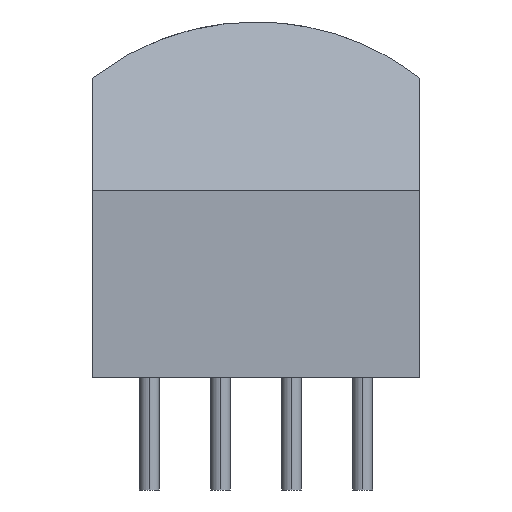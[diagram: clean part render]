
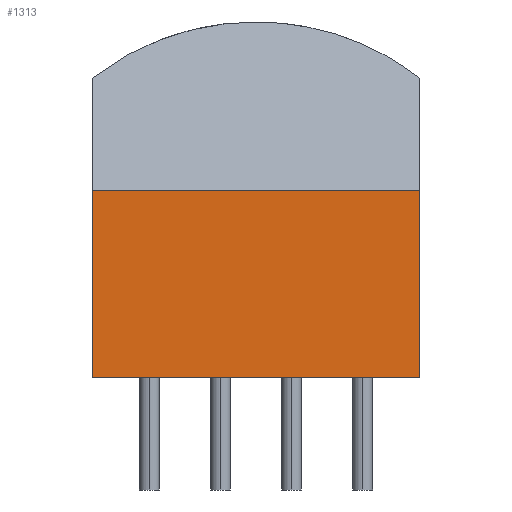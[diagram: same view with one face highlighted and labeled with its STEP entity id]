
A CAD part, left-side view. The second image highlights one B-rep face of the part: STEP entity #1313.
In plain terms, the highlighted planar face has unit normal (-1, 0, 0).
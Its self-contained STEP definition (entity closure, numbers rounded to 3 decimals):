
#1159=CARTESIAN_POINT('',(-5.32,5.85,6.7));
#1160=VERTEX_POINT('',#1159);
#1167=CARTESIAN_POINT('',(-5.32,-5.85,6.7));
#1168=VERTEX_POINT('',#1167);
#1169=CARTESIAN_POINT('',(-5.32,-5.85,6.7));
#1170=DIRECTION('',(0.0,1.0,0.0));
#1171=VECTOR('',#1170,11.7);
#1172=LINE('',#1169,#1171);
#1173=EDGE_CURVE('',#1168,#1160,#1172,.T.);
#1223=CARTESIAN_POINT('',(-5.32,-5.85,0.0));
#1224=VERTEX_POINT('',#1223);
#1225=CARTESIAN_POINT('',(-5.32,-5.85,0.0));
#1226=DIRECTION('',(0.0,0.0,1.0));
#1227=VECTOR('',#1226,6.7);
#1228=LINE('',#1225,#1227);
#1229=EDGE_CURVE('',#1224,#1168,#1228,.T.);
#1262=CARTESIAN_POINT('',(-5.32,5.85,0.0));
#1263=VERTEX_POINT('',#1262);
#1270=CARTESIAN_POINT('',(-5.32,5.85,0.0));
#1271=DIRECTION('',(0.0,0.0,1.0));
#1272=VECTOR('',#1271,6.7);
#1273=LINE('',#1270,#1272);
#1274=EDGE_CURVE('',#1263,#1160,#1273,.T.);
#1286=CARTESIAN_POINT('',(-5.32,-5.85,0.0));
#1287=DIRECTION('',(0.0,1.0,0.0));
#1288=VECTOR('',#1287,11.7);
#1289=LINE('',#1286,#1288);
#1290=EDGE_CURVE('',#1224,#1263,#1289,.T.);
#1302=CARTESIAN_POINT('',(-5.32,0.,11.318));
#1303=DIRECTION('',(1.0,0.0,0.0));
#1304=DIRECTION('',(0.0,0.0,-1.0));
#1305=AXIS2_PLACEMENT_3D('',#1302,#1303,#1304);
#1306=PLANE('',#1305);
#1307=ORIENTED_EDGE('',*,*,#1173,.T.);
#1308=ORIENTED_EDGE('',*,*,#1274,.F.);
#1309=ORIENTED_EDGE('',*,*,#1290,.F.);
#1310=ORIENTED_EDGE('',*,*,#1229,.T.);
#1311=EDGE_LOOP('',(#1307,#1308,#1309,#1310));
#1312=FACE_OUTER_BOUND('',#1311,.T.);
#1313=ADVANCED_FACE('',(#1312),#1306,.F.);
